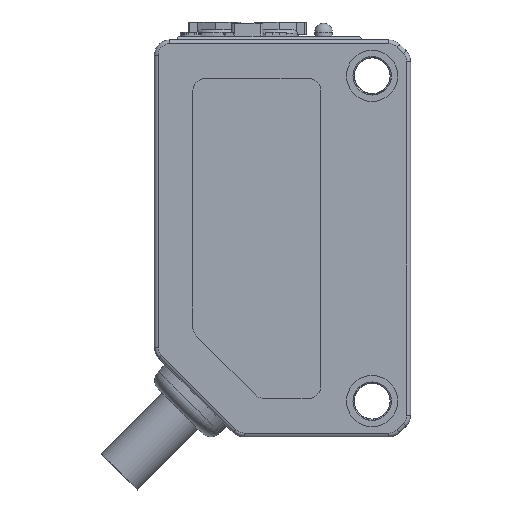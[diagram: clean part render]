
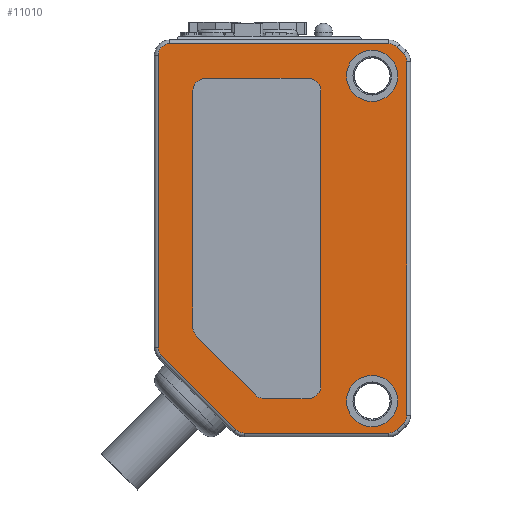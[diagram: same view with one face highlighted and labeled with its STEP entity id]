
A CAD part, front view. The second image highlights one B-rep face of the part: STEP entity #11010.
In plain terms, the highlighted planar face has unit normal (0, -1, 0).
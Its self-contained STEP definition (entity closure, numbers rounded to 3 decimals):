
#541=DIRECTION('',(0.,0.,-1.));
#542=VECTOR('',#541,22.803);
#543=CARTESIAN_POINT('',(-22.114,0.,-2.6));
#544=LINE('',#543,#542);
#564=DIRECTION('',(-1.,0.,0.));
#565=VECTOR('',#564,17.103);
#566=CARTESIAN_POINT('',(-4.111,0.,-1.7));
#567=LINE('',#566,#565);
#696=DIRECTION('',(0.,0.,1.));
#697=VECTOR('',#696,27.606);
#698=CARTESIAN_POINT('',(-2.714,0.,-30.703));
#699=LINE('',#698,#697);
#734=CARTESIAN_POINT('',(-3.614,0.,-30.703));
#735=DIRECTION('',(0.,1.,0.));
#736=DIRECTION('',(1.,0.,0.));
#737=AXIS2_PLACEMENT_3D('',#734,#735,#736);
#739=DIRECTION('',(-0.707,0.,-0.707));
#740=VECTOR('',#739,0.703);
#741=CARTESIAN_POINT('',(-2.978,0.,-31.339));
#742=LINE('',#741,#740);
#743=CARTESIAN_POINT('',(-4.111,0.,-31.2));
#744=DIRECTION('',(0.,1.,0.));
#745=DIRECTION('',(0.707,0.,-0.707));
#746=AXIS2_PLACEMENT_3D('',#743,#744,#745);
#748=CARTESIAN_POINT('',(-15.417,0.,-31.2));
#749=DIRECTION('',(0.,1.,0.));
#750=DIRECTION('',(0.,0.,-1.));
#751=AXIS2_PLACEMENT_3D('',#748,#749,#750);
#753=DIRECTION('',(-0.707,0.,0.707));
#754=VECTOR('',#753,8.198);
#755=CARTESIAN_POINT('',(-16.053,0.,-31.836));
#756=LINE('',#755,#754);
#757=CARTESIAN_POINT('',(-21.214,0.,-25.403));
#758=DIRECTION('',(0.,1.,0.));
#759=DIRECTION('',(-0.707,0.,-0.707));
#760=AXIS2_PLACEMENT_3D('',#757,#758,#759);
#762=CARTESIAN_POINT('',(-21.214,0.,-2.6));
#763=DIRECTION('',(0.,1.,0.));
#764=DIRECTION('',(-1.,0.,0.));
#765=AXIS2_PLACEMENT_3D('',#762,#763,#764);
#767=CARTESIAN_POINT('',(-4.111,0.,-2.6));
#768=DIRECTION('',(0.,1.,0.));
#769=DIRECTION('',(0.,0.,1.));
#770=AXIS2_PLACEMENT_3D('',#767,#768,#769);
#772=DIRECTION('',(0.707,0.,-0.707));
#773=VECTOR('',#772,0.703);
#774=CARTESIAN_POINT('',(-3.475,0.,-1.964));
#775=LINE('',#774,#773);
#776=CARTESIAN_POINT('',(-3.614,0.,-3.097));
#777=DIRECTION('',(0.,1.,0.));
#778=DIRECTION('',(0.707,0.,0.707));
#779=AXIS2_PLACEMENT_3D('',#776,#777,#778);
#781=CARTESIAN_POINT('',(-10.414,0.,-5.4));
#782=DIRECTION('',(0.,-1.,0.));
#783=DIRECTION('',(1.,0.,0.));
#784=AXIS2_PLACEMENT_3D('',#781,#782,#783);
#786=CARTESIAN_POINT('',(-18.414,0.,-5.4));
#787=DIRECTION('',(0.,-1.,0.));
#788=DIRECTION('',(0.,0.,1.));
#789=AXIS2_PLACEMENT_3D('',#786,#787,#788);
#791=CARTESIAN_POINT('',(-18.414,0.,-23.819));
#792=DIRECTION('',(0.,-1.,0.));
#793=DIRECTION('',(-1.,0.,0.));
#794=AXIS2_PLACEMENT_3D('',#791,#792,#793);
#796=DIRECTION('',(0.707,0.,-0.707));
#797=VECTOR('',#796,6.479);
#798=CARTESIAN_POINT('',(-19.121,0.,-24.526));
#799=LINE('',#798,#797);
#800=CARTESIAN_POINT('',(-13.833,0.,-28.4));
#801=DIRECTION('',(0.,-1.,0.));
#802=DIRECTION('',(-0.707,0.,-0.707));
#803=AXIS2_PLACEMENT_3D('',#800,#801,#802);
#805=CARTESIAN_POINT('',(-10.414,0.,-28.4));
#806=DIRECTION('',(0.,-1.,0.));
#807=DIRECTION('',(0.,0.,-1.));
#808=AXIS2_PLACEMENT_3D('',#805,#806,#807);
#810=CARTESIAN_POINT('',(-5.414,0.,-4.2));
#811=DIRECTION('',(0.,-1.,0.));
#812=DIRECTION('',(1.,0.,0.));
#813=AXIS2_PLACEMENT_3D('',#810,#811,#812);
#815=CARTESIAN_POINT('',(-5.414,0.,-4.2));
#816=DIRECTION('',(0.,-1.,0.));
#817=DIRECTION('',(-1.,0.,0.));
#818=AXIS2_PLACEMENT_3D('',#815,#816,#817);
#820=CARTESIAN_POINT('',(-5.414,0.,-29.6));
#821=DIRECTION('',(0.,-1.,0.));
#822=DIRECTION('',(1.,0.,0.));
#823=AXIS2_PLACEMENT_3D('',#820,#821,#822);
#825=CARTESIAN_POINT('',(-5.414,0.,-29.6));
#826=DIRECTION('',(0.,-1.,0.));
#827=DIRECTION('',(-1.,0.,0.));
#828=AXIS2_PLACEMENT_3D('',#825,#826,#827);
#834=DIRECTION('',(1.,0.,0.));
#835=VECTOR('',#834,11.306);
#836=CARTESIAN_POINT('',(-15.417,0.,-32.1));
#837=LINE('',#836,#835);
#877=DIRECTION('',(1.,0.,0.));
#878=VECTOR('',#877,8.);
#879=CARTESIAN_POINT('',(-18.414,0.,-4.4));
#880=LINE('',#879,#878);
#889=DIRECTION('',(0.,0.,1.));
#890=VECTOR('',#889,18.419);
#891=CARTESIAN_POINT('',(-19.414,0.,-23.819));
#892=LINE('',#891,#890);
#946=DIRECTION('',(0.,0.,-1.));
#947=VECTOR('',#946,23.);
#948=CARTESIAN_POINT('',(-9.414,0.,-5.4));
#949=LINE('',#948,#947);
#958=DIRECTION('',(-1.,0.,0.));
#959=VECTOR('',#958,3.419);
#960=CARTESIAN_POINT('',(-10.414,0.,-29.4));
#961=LINE('',#960,#959);
#8952=CARTESIAN_POINT('',(-21.85,0.,-26.039));
#8953=VERTEX_POINT('',#8952);
#8954=CARTESIAN_POINT('',(-16.053,0.,-31.836));
#8955=VERTEX_POINT('',#8954);
#8956=CARTESIAN_POINT('',(-22.114,0.,-25.403));
#8957=VERTEX_POINT('',#8956);
#8958=CARTESIAN_POINT('',(-22.114,0.,-2.6));
#8959=VERTEX_POINT('',#8958);
#8960=CARTESIAN_POINT('',(-21.214,0.,-1.7));
#8961=VERTEX_POINT('',#8960);
#8962=CARTESIAN_POINT('',(-4.111,0.,-1.7));
#8963=VERTEX_POINT('',#8962);
#8964=CARTESIAN_POINT('',(-3.475,0.,-1.964));
#8965=VERTEX_POINT('',#8964);
#8968=CARTESIAN_POINT('',(-2.978,0.,-2.461));
#8969=VERTEX_POINT('',#8968);
#9002=CARTESIAN_POINT('',(-2.714,0.,-3.097));
#9003=VERTEX_POINT('',#9002);
#9004=CARTESIAN_POINT('',(-2.714,0.,-30.703));
#9005=VERTEX_POINT('',#9004);
#9006=CARTESIAN_POINT('',(-2.978,0.,-31.339));
#9007=VERTEX_POINT('',#9006);
#9008=CARTESIAN_POINT('',(-3.475,0.,-31.836));
#9009=VERTEX_POINT('',#9008);
#9010=CARTESIAN_POINT('',(-4.111,0.,-32.1));
#9011=VERTEX_POINT('',#9010);
#9014=CARTESIAN_POINT('',(-15.417,0.,-32.1));
#9015=VERTEX_POINT('',#9014);
#9016=CARTESIAN_POINT('',(-9.414,0.,-5.4));
#9017=CARTESIAN_POINT('',(-10.414,0.,-4.4));
#9018=VERTEX_POINT('',#9016);
#9019=VERTEX_POINT('',#9017);
#9020=CARTESIAN_POINT('',(-18.414,0.,-4.4));
#9021=VERTEX_POINT('',#9020);
#9022=CARTESIAN_POINT('',(-19.414,0.,-5.4));
#9023=VERTEX_POINT('',#9022);
#9024=CARTESIAN_POINT('',(-19.414,0.,-23.819));
#9025=VERTEX_POINT('',#9024);
#9026=CARTESIAN_POINT('',(-19.121,0.,-24.526));
#9027=VERTEX_POINT('',#9026);
#9028=CARTESIAN_POINT('',(-14.54,0.,-29.107));
#9029=VERTEX_POINT('',#9028);
#9030=CARTESIAN_POINT('',(-13.833,0.,-29.4));
#9031=VERTEX_POINT('',#9030);
#9032=CARTESIAN_POINT('',(-10.414,0.,-29.4));
#9033=VERTEX_POINT('',#9032);
#9034=CARTESIAN_POINT('',(-9.414,0.,-28.4));
#9035=VERTEX_POINT('',#9034);
#9036=CARTESIAN_POINT('',(-3.414,0.,-4.2));
#9037=CARTESIAN_POINT('',(-7.414,0.,-4.2));
#9038=VERTEX_POINT('',#9036);
#9039=VERTEX_POINT('',#9037);
#9040=CARTESIAN_POINT('',(-3.414,0.,-29.6));
#9041=CARTESIAN_POINT('',(-7.414,0.,-29.6));
#9042=VERTEX_POINT('',#9040);
#9043=VERTEX_POINT('',#9041);
#10953=CARTESIAN_POINT('',(-12.414,0.,-16.9));
#10954=DIRECTION('',(0.,1.,0.));
#10955=DIRECTION('',(-1.,0.,0.));
#10956=AXIS2_PLACEMENT_3D('',#10953,#10954,#10955);
#10957=PLANE('',#10956);
#10958=ORIENTED_EDGE('',*,*,#10905,.F.);
#10959=ORIENTED_EDGE('',*,*,#10919,.T.);
#10960=ORIENTED_EDGE('',*,*,#10933,.T.);
#10961=ORIENTED_EDGE('',*,*,#10943,.T.);
#10963=ORIENTED_EDGE('',*,*,#10962,.F.);
#10965=ORIENTED_EDGE('',*,*,#10964,.T.);
#10966=ORIENTED_EDGE('',*,*,#10633,.T.);
#10967=ORIENTED_EDGE('',*,*,#10648,.T.);
#10968=ORIENTED_EDGE('',*,*,#10664,.F.);
#10969=ORIENTED_EDGE('',*,*,#10678,.T.);
#10970=ORIENTED_EDGE('',*,*,#10692,.F.);
#10971=ORIENTED_EDGE('',*,*,#10706,.T.);
#10972=ORIENTED_EDGE('',*,*,#10720,.T.);
#10973=ORIENTED_EDGE('',*,*,#10891,.T.);
#10974=EDGE_LOOP('',(#10958,#10959,#10960,#10961,#10963,#10965,#10966,#10967,
#10968,#10969,#10970,#10971,#10972,#10973));
#10975=FACE_OUTER_BOUND('',#10974,.F.);
#10977=ORIENTED_EDGE('',*,*,#10976,.T.);
#10979=ORIENTED_EDGE('',*,*,#10978,.F.);
#10981=ORIENTED_EDGE('',*,*,#10980,.T.);
#10983=ORIENTED_EDGE('',*,*,#10982,.F.);
#10985=ORIENTED_EDGE('',*,*,#10984,.T.);
#10987=ORIENTED_EDGE('',*,*,#10986,.T.);
#10989=ORIENTED_EDGE('',*,*,#10988,.T.);
#10991=ORIENTED_EDGE('',*,*,#10990,.F.);
#10993=ORIENTED_EDGE('',*,*,#10992,.T.);
#10995=ORIENTED_EDGE('',*,*,#10994,.F.);
#10996=EDGE_LOOP('',(#10977,#10979,#10981,#10983,#10985,#10987,#10989,#10991,
#10993,#10995));
#10997=FACE_BOUND('',#10996,.F.);
#10999=ORIENTED_EDGE('',*,*,#10998,.T.);
#11001=ORIENTED_EDGE('',*,*,#11000,.T.);
#11002=EDGE_LOOP('',(#10999,#11001));
#11003=FACE_BOUND('',#11002,.F.);
#11005=ORIENTED_EDGE('',*,*,#11004,.T.);
#11007=ORIENTED_EDGE('',*,*,#11006,.T.);
#11008=EDGE_LOOP('',(#11005,#11007));
#11009=FACE_BOUND('',#11008,.F.);
#11010=ADVANCED_FACE('',(#10975,#10997,#11003,#11009),#10957,.F.);
#738=CIRCLE('',#737,0.9);
#747=CIRCLE('',#746,0.9);
#752=CIRCLE('',#751,0.9);
#761=CIRCLE('',#760,0.9);
#766=CIRCLE('',#765,0.9);
#771=CIRCLE('',#770,0.9);
#780=CIRCLE('',#779,0.9);
#785=CIRCLE('',#784,1.);
#790=CIRCLE('',#789,1.);
#795=CIRCLE('',#794,1.);
#804=CIRCLE('',#803,1.);
#809=CIRCLE('',#808,1.);
#814=CIRCLE('',#813,2.);
#819=CIRCLE('',#818,2.);
#824=CIRCLE('',#823,2.);
#829=CIRCLE('',#828,2.);
#10633=EDGE_CURVE('',#8955,#8953,#756,.T.);
#10648=EDGE_CURVE('',#8953,#8957,#761,.T.);
#10664=EDGE_CURVE('',#8959,#8957,#544,.T.);
#10678=EDGE_CURVE('',#8959,#8961,#766,.T.);
#10692=EDGE_CURVE('',#8963,#8961,#567,.T.);
#10706=EDGE_CURVE('',#8963,#8965,#771,.T.);
#10720=EDGE_CURVE('',#8965,#8969,#775,.T.);
#10891=EDGE_CURVE('',#8969,#9003,#780,.T.);
#10905=EDGE_CURVE('',#9005,#9003,#699,.T.);
#10919=EDGE_CURVE('',#9005,#9007,#738,.T.);
#10933=EDGE_CURVE('',#9007,#9009,#742,.T.);
#10943=EDGE_CURVE('',#9009,#9011,#747,.T.);
#10962=EDGE_CURVE('',#9015,#9011,#837,.T.);
#10964=EDGE_CURVE('',#9015,#8955,#752,.T.);
#10976=EDGE_CURVE('',#9018,#9019,#785,.T.);
#10978=EDGE_CURVE('',#9021,#9019,#880,.T.);
#10980=EDGE_CURVE('',#9021,#9023,#790,.T.);
#10982=EDGE_CURVE('',#9025,#9023,#892,.T.);
#10984=EDGE_CURVE('',#9025,#9027,#795,.T.);
#10986=EDGE_CURVE('',#9027,#9029,#799,.T.);
#10988=EDGE_CURVE('',#9029,#9031,#804,.T.);
#10990=EDGE_CURVE('',#9033,#9031,#961,.T.);
#10992=EDGE_CURVE('',#9033,#9035,#809,.T.);
#10994=EDGE_CURVE('',#9018,#9035,#949,.T.);
#10998=EDGE_CURVE('',#9038,#9039,#814,.T.);
#11000=EDGE_CURVE('',#9039,#9038,#819,.T.);
#11004=EDGE_CURVE('',#9042,#9043,#824,.T.);
#11006=EDGE_CURVE('',#9043,#9042,#829,.T.);
